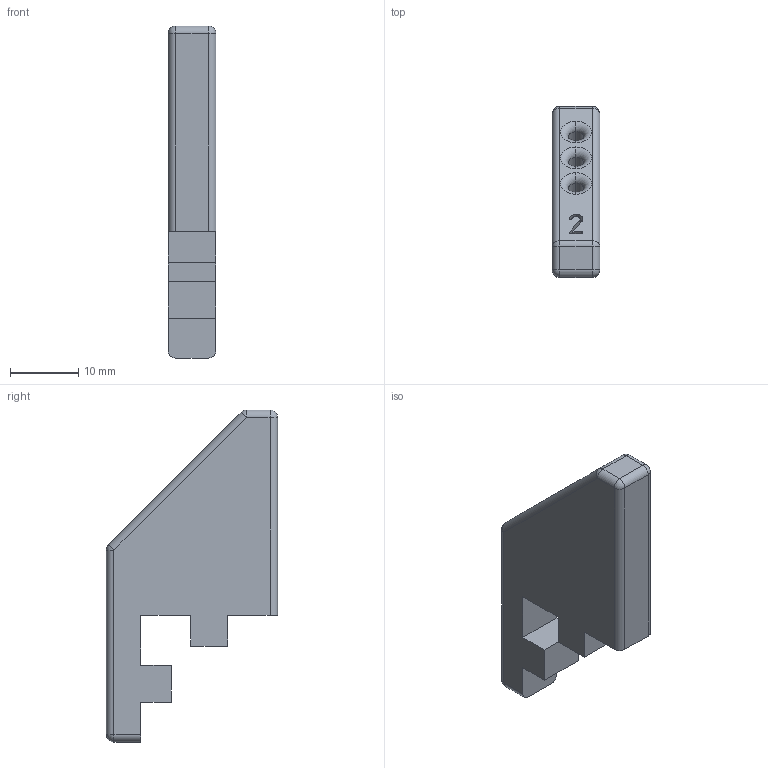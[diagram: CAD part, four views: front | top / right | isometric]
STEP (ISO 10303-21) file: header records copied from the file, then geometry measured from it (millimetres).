
FILE_DESCRIPTION (( 'STEP AP203' ), '1' );
FILE_NAME ('ô2.STEP', '2025-11-05T06:14:14', ( '' ), ( '' ), 'SwSTEP 2.0', 'SolidWorks 2025', '' );
FILE_SCHEMA (( 'CONFIG_CONTROL_DESIGN' ));
Length unit declared in the file: millimetre
Products named in the file (1): ф2
Bounding box: 7 x 25 x 48.5 mm (x, y, z)
Volume: 4650.1 mm3; surface area: 2578 mm2
Topology: 1 solids, 1 shells, 72 faces, 176 edges, 102 vertices
Faces by surface type: plane 25, cylinder 20, bspline 13, sphere 8, torus 6
Entity records: 2543 total; most frequent: CARTESIAN_POINT 876, ORIENTED_EDGE 336, DIRECTION 314, EDGE_CURVE 168, AXIS2_PLACEMENT_3D 112, VERTEX_POINT 102, VECTOR 90, LINE 90
